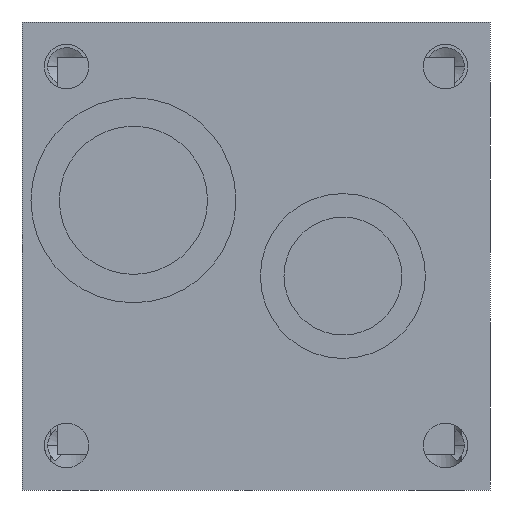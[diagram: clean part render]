
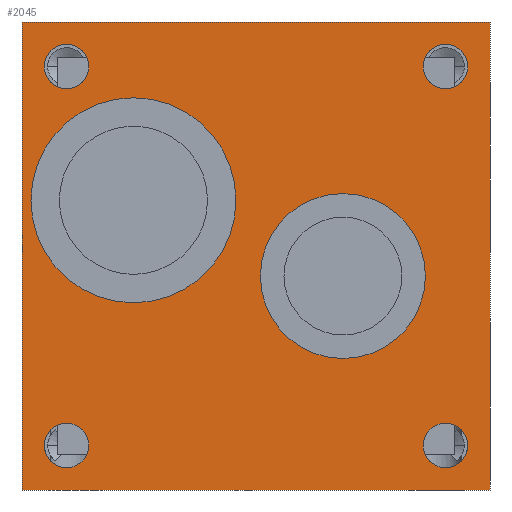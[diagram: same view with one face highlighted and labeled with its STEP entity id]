
A CAD part, front view. The second image highlights one B-rep face of the part: STEP entity #2045.
In plain terms, the highlighted planar face has unit normal (0, -1, 0).
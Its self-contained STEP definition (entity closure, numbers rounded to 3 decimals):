
#1883 = VERTEX_POINT( '', #5424 );
#1951 = EDGE_CURVE( '', #2189, #2439, #5495, .T. );
#1993 = VERTEX_POINT( '', #5541 );
#2033 = VERTEX_POINT( '', #5587 );
#2045 = ADVANCED_FACE( '', ( #5601, #5602, #5603, #5604, #5605, #5606, #5607 ), #5608, .F. );
#2189 = VERTEX_POINT( '', #5763 );
#2255 = EDGE_CURVE( '', #5245, #2033, #5835, .T. );
#2439 = VERTEX_POINT( '', #6041 );
#2445 = VERTEX_POINT( '', #6048 );
#2815 = VERTEX_POINT( '', #6459 );
#2829 = EDGE_CURVE( '', #3829, #1883, #6477, .T. );
#2875 = VERTEX_POINT( '', #6526 );
#2949 = VERTEX_POINT( '', #6606 );
#2989 = EDGE_CURVE( '', #1883, #3829, #6652, .T. );
#3025 = EDGE_CURVE( '', #2949, #1993, #6693, .T. );
#3043 = VERTEX_POINT( '', #6712 );
#3295 = EDGE_CURVE( '', #1993, #3741, #6987, .T. );
#3369 = EDGE_CURVE( '', #3617, #3043, #7069, .T. );
#3483 = VERTEX_POINT( '', #7197 );
#3497 = EDGE_CURVE( '', #5243, #3741, #7214, .T. );
#3575 = EDGE_CURVE( '', #2875, #2445, #7310, .T. );
#3617 = VERTEX_POINT( '', #7359 );
#3741 = VERTEX_POINT( '', #7512 );
#3829 = VERTEX_POINT( '', #7610 );
#4027 = EDGE_CURVE( '', #2445, #2875, #7830, .T. );
#4067 = EDGE_CURVE( '', #5243, #2949, #7878, .T. );
#4071 = EDGE_CURVE( '', #3483, #2815, #7882, .T. );
#4181 = EDGE_CURVE( '', #2815, #3483, #8002, .T. );
#4323 = EDGE_CURVE( '', #2033, #5245, #8163, .T. );
#4851 = EDGE_CURVE( '', #3043, #3617, #8805, .T. );
#5101 = EDGE_CURVE( '', #2439, #2189, #9079, .T. );
#5243 = VERTEX_POINT( '', #9236 );
#5245 = VERTEX_POINT( '', #9238 );
#5424 = CARTESIAN_POINT( '', ( 362., 0., 110. ) );
#5495 = CIRCLE( '', #9551, 5. );
#5541 = CARTESIAN_POINT( '', ( 465., 0., 45. ) );
#5587 = CARTESIAN_POINT( '', ( 413.5, 0., 93. ) );
#5601 = FACE_BOUND( '', #9735, .T. );
#5602 = FACE_BOUND( '', #9736, .T. );
#5603 = FACE_BOUND( '', #9737, .T. );
#5604 = FACE_BOUND( '', #9738, .T. );
#5605 = FACE_BOUND( '', #9739, .T. );
#5606 = FACE_BOUND( '', #9740, .T. );
#5607 = FACE_OUTER_BOUND( '', #9741, .T. );
#5608 = PLANE( '', #9742 );
#5763 = CARTESIAN_POINT( '', ( 460., 0., 140. ) );
#5835 = CIRCLE( '', #10100, 18.5 );
#6041 = CARTESIAN_POINT( '', ( 450., 0., 140. ) );
#6048 = CARTESIAN_POINT( '', ( 365., 0., 140. ) );
#6459 = CARTESIAN_POINT( '', ( 460., 0., 55. ) );
#6477 = CIRCLE( '', #11057, 23. );
#6526 = CARTESIAN_POINT( '', ( 375., 0., 140. ) );
#6606 = CARTESIAN_POINT( '', ( 465., 0., 150. ) );
#6652 = CIRCLE( '', #11290, 23. );
#6693 = LINE( '', #11343, #11344 );
#6712 = CARTESIAN_POINT( '', ( 375., 0., 55. ) );
#6987 = LINE( '', #11751, #11752 );
#7069 = CIRCLE( '', #11866, 5. );
#7197 = CARTESIAN_POINT( '', ( 450., 0., 55. ) );
#7214 = LINE( '', #12097, #12098 );
#7310 = CIRCLE( '', #12216, 5. );
#7359 = CARTESIAN_POINT( '', ( 365., 0., 55. ) );
#7512 = CARTESIAN_POINT( '', ( 360., 0., 45. ) );
#7610 = CARTESIAN_POINT( '', ( 408., 0., 110. ) );
#7830 = CIRCLE( '', #12914, 5. );
#7878 = LINE( '', #12972, #12973 );
#7882 = CIRCLE( '', #12979, 5. );
#8002 = CIRCLE( '', #13133, 5. );
#8163 = CIRCLE( '', #13353, 18.5 );
#8805 = CIRCLE( '', #14230, 5. );
#9079 = CIRCLE( '', #14624, 5. );
#9236 = CARTESIAN_POINT( '', ( 360., 0., 150. ) );
#9238 = CARTESIAN_POINT( '', ( 450.5, 0., 93. ) );
#9551 = AXIS2_PLACEMENT_3D( '', #15187, #15188, #15189 );
#9735 = EDGE_LOOP( '', ( #15331, #15332 ) );
#9736 = EDGE_LOOP( '', ( #15333, #15334 ) );
#9737 = EDGE_LOOP( '', ( #15335, #15336 ) );
#9738 = EDGE_LOOP( '', ( #15337, #15338 ) );
#9739 = EDGE_LOOP( '', ( #15339, #15340 ) );
#9740 = EDGE_LOOP( '', ( #15341, #15342 ) );
#9741 = EDGE_LOOP( '', ( #15343, #15344, #15345, #15346 ) );
#9742 = AXIS2_PLACEMENT_3D( '', #15347, #15348, #15349 );
#10100 = AXIS2_PLACEMENT_3D( '', #15576, #15577, #15578 );
#11057 = AXIS2_PLACEMENT_3D( '', #16356, #16357, #16358 );
#11290 = AXIS2_PLACEMENT_3D( '', #16548, #16549, #16550 );
#11343 = CARTESIAN_POINT( '', ( 465., 0., 97.5 ) );
#11344 = VECTOR( '', #16617, 1. );
#11751 = CARTESIAN_POINT( '', ( 412.5, 0., 45. ) );
#11752 = VECTOR( '', #16933, 1. );
#11866 = AXIS2_PLACEMENT_3D( '', #17043, #17044, #17045 );
#12097 = CARTESIAN_POINT( '', ( 360., 0., 97.5 ) );
#12098 = VECTOR( '', #17211, 1. );
#12216 = AXIS2_PLACEMENT_3D( '', #17342, #17343, #17344 );
#12914 = AXIS2_PLACEMENT_3D( '', #17988, #17989, #17990 );
#12972 = CARTESIAN_POINT( '', ( 412.5, 0., 150. ) );
#12973 = VECTOR( '', #18058, 1. );
#12979 = AXIS2_PLACEMENT_3D( '', #18062, #18063, #18064 );
#13133 = AXIS2_PLACEMENT_3D( '', #18196, #18197, #18198 );
#13353 = AXIS2_PLACEMENT_3D( '', #18414, #18415, #18416 );
#14230 = AXIS2_PLACEMENT_3D( '', #19258, #19259, #19260 );
#14624 = AXIS2_PLACEMENT_3D( '', #19552, #19553, #19554 );
#15187 = CARTESIAN_POINT( '', ( 455., 0., 140. ) );
#15188 = DIRECTION( '', ( 0., 1., 0. ) );
#15189 = DIRECTION( '', ( 1., 0., 0. ) );
#15331 = ORIENTED_EDGE( '', *, *, #3575, .T. );
#15332 = ORIENTED_EDGE( '', *, *, #4027, .T. );
#15333 = ORIENTED_EDGE( '', *, *, #4181, .T. );
#15334 = ORIENTED_EDGE( '', *, *, #4071, .T. );
#15335 = ORIENTED_EDGE( '', *, *, #2829, .T. );
#15336 = ORIENTED_EDGE( '', *, *, #2989, .T. );
#15337 = ORIENTED_EDGE( '', *, *, #2255, .T. );
#15338 = ORIENTED_EDGE( '', *, *, #4323, .T. );
#15339 = ORIENTED_EDGE( '', *, *, #4851, .T. );
#15340 = ORIENTED_EDGE( '', *, *, #3369, .T. );
#15341 = ORIENTED_EDGE( '', *, *, #1951, .T. );
#15342 = ORIENTED_EDGE( '', *, *, #5101, .T. );
#15343 = ORIENTED_EDGE( '', *, *, #3497, .T. );
#15344 = ORIENTED_EDGE( '', *, *, #3295, .F. );
#15345 = ORIENTED_EDGE( '', *, *, #3025, .F. );
#15346 = ORIENTED_EDGE( '', *, *, #4067, .F. );
#15347 = CARTESIAN_POINT( '', ( 412.5, 0., 97.5 ) );
#15348 = DIRECTION( '', ( 0., 1., 0. ) );
#15349 = DIRECTION( '', ( 0., 0., 1. ) );
#15576 = CARTESIAN_POINT( '', ( 432., 0., 93. ) );
#15577 = DIRECTION( '', ( 0., 1., 0. ) );
#15578 = DIRECTION( '', ( 1., 0., 0. ) );
#16356 = CARTESIAN_POINT( '', ( 385., 0., 110. ) );
#16357 = DIRECTION( '', ( 0., 1., 0. ) );
#16358 = DIRECTION( '', ( 1., 0., 0. ) );
#16548 = CARTESIAN_POINT( '', ( 385., 0., 110. ) );
#16549 = DIRECTION( '', ( 0., 1., 0. ) );
#16550 = DIRECTION( '', ( 1., 0., 0. ) );
#16617 = DIRECTION( '', ( 0., 0., -1. ) );
#16933 = DIRECTION( '', ( -1., 0., 0. ) );
#17043 = CARTESIAN_POINT( '', ( 370., 0., 55. ) );
#17044 = DIRECTION( '', ( 0., 1., 0. ) );
#17045 = DIRECTION( '', ( 1., 0., 0. ) );
#17211 = DIRECTION( '', ( 0., 0., -1. ) );
#17342 = CARTESIAN_POINT( '', ( 370., 0., 140. ) );
#17343 = DIRECTION( '', ( 0., 1., 0. ) );
#17344 = DIRECTION( '', ( 1., 0., 0. ) );
#17988 = CARTESIAN_POINT( '', ( 370., 0., 140. ) );
#17989 = DIRECTION( '', ( 0., 1., 0. ) );
#17990 = DIRECTION( '', ( 1., 0., 0. ) );
#18058 = DIRECTION( '', ( 1., 0., 0. ) );
#18062 = CARTESIAN_POINT( '', ( 455., 0., 55. ) );
#18063 = DIRECTION( '', ( 0., 1., 0. ) );
#18064 = DIRECTION( '', ( 1., 0., 0. ) );
#18196 = CARTESIAN_POINT( '', ( 455., 0., 55. ) );
#18197 = DIRECTION( '', ( 0., 1., 0. ) );
#18198 = DIRECTION( '', ( 1., 0., 0. ) );
#18414 = CARTESIAN_POINT( '', ( 432., 0., 93. ) );
#18415 = DIRECTION( '', ( 0., 1., 0. ) );
#18416 = DIRECTION( '', ( 1., 0., 0. ) );
#19258 = CARTESIAN_POINT( '', ( 370., 0., 55. ) );
#19259 = DIRECTION( '', ( 0., 1., 0. ) );
#19260 = DIRECTION( '', ( 1., 0., 0. ) );
#19552 = CARTESIAN_POINT( '', ( 455., 0., 140. ) );
#19553 = DIRECTION( '', ( 0., 1., 0. ) );
#19554 = DIRECTION( '', ( 1., 0., 0. ) );
